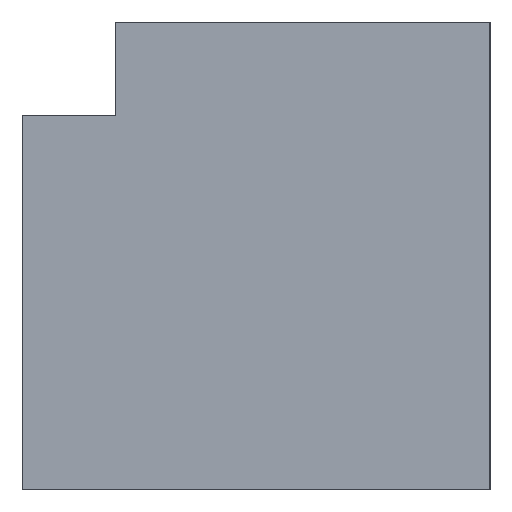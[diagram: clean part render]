
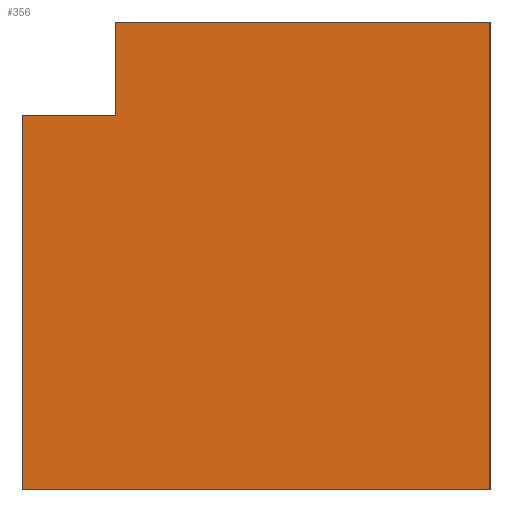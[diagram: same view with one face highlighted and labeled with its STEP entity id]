
A CAD part, left-side view. The second image highlights one B-rep face of the part: STEP entity #356.
In plain terms, the highlighted planar face has unit normal (-1, 0, 0).
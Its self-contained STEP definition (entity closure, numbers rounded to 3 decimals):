
#70=CARTESIAN_POINT('Vertex',(0.,40.,40.)) ;
#73=CARTESIAN_POINT('Line Origine',(0.,40.,45.)) ;
#77=CARTESIAN_POINT('Vertex',(0.,40.,50.)) ;
#205=CARTESIAN_POINT('Vertex',(0.,50.,40.)) ;
#208=CARTESIAN_POINT('Line Origine',(0.,45.,40.)) ;
#245=CARTESIAN_POINT('Vertex',(0.,50.,0.)) ;
#248=CARTESIAN_POINT('Line Origine',(0.,50.,20.)) ;
#269=CARTESIAN_POINT('Vertex',(0.,0.,50.)) ;
#272=CARTESIAN_POINT('Line Origine',(0.,0.,25.)) ;
#276=CARTESIAN_POINT('Vertex',(0.,0.,0.)) ;
#333=CARTESIAN_POINT('Axis2P3D Location',(0.,50.,0.)) ;
#338=CARTESIAN_POINT('Line Origine',(0.,25.,0.)) ;
#343=CARTESIAN_POINT('Line Origine',(0.,20.,50.)) ;
#74=DIRECTION('Vector Direction',(0.,0.,1.)) ;
#209=DIRECTION('Vector Direction',(0.,-1.,0.)) ;
#249=DIRECTION('Vector Direction',(0.,0.,1.)) ;
#273=DIRECTION('Vector Direction',(0.,0.,1.)) ;
#334=DIRECTION('Axis2P3D Direction',(-1.,0.,0.)) ;
#335=DIRECTION('Axis2P3D XDirection',(0.,-1.,0.)) ;
#339=DIRECTION('Vector Direction',(0.,-1.,0.)) ;
#344=DIRECTION('Vector Direction',(0.,-1.,0.)) ;
#336=AXIS2_PLACEMENT_3D('Plane Axis2P3D',#333,#334,#335) ;
#349=ORIENTED_EDGE('',*,*,#79,.F.) ;
#350=ORIENTED_EDGE('',*,*,#212,.F.) ;
#351=ORIENTED_EDGE('',*,*,#252,.F.) ;
#352=ORIENTED_EDGE('',*,*,#342,.T.) ;
#353=ORIENTED_EDGE('',*,*,#278,.T.) ;
#354=ORIENTED_EDGE('',*,*,#347,.F.) ;
#75=VECTOR('Line Direction',#74,1.) ;
#210=VECTOR('Line Direction',#209,1.) ;
#250=VECTOR('Line Direction',#249,1.) ;
#274=VECTOR('Line Direction',#273,1.) ;
#340=VECTOR('Line Direction',#339,1.) ;
#345=VECTOR('Line Direction',#344,1.) ;
#356=ADVANCED_FACE('',(#355),#337,.T.) ;
#79=EDGE_CURVE('',#71,#78,#76,.T.) ;
#212=EDGE_CURVE('',#206,#71,#211,.T.) ;
#252=EDGE_CURVE('',#246,#206,#251,.T.) ;
#278=EDGE_CURVE('',#277,#270,#275,.T.) ;
#342=EDGE_CURVE('',#246,#277,#341,.T.) ;
#347=EDGE_CURVE('',#78,#270,#346,.T.) ;
#348=EDGE_LOOP('',(#349,#350,#351,#352,#353,#354)) ;
#355=FACE_OUTER_BOUND('',#348,.T.) ;
#76=LINE('Line',#73,#75) ;
#211=LINE('Line',#208,#210) ;
#251=LINE('Line',#248,#250) ;
#275=LINE('Line',#272,#274) ;
#341=LINE('Line',#338,#340) ;
#346=LINE('Line',#343,#345) ;
#337=PLANE('Plane',#336) ;
#71=VERTEX_POINT('',#70) ;
#78=VERTEX_POINT('',#77) ;
#206=VERTEX_POINT('',#205) ;
#246=VERTEX_POINT('',#245) ;
#270=VERTEX_POINT('',#269) ;
#277=VERTEX_POINT('',#276) ;
